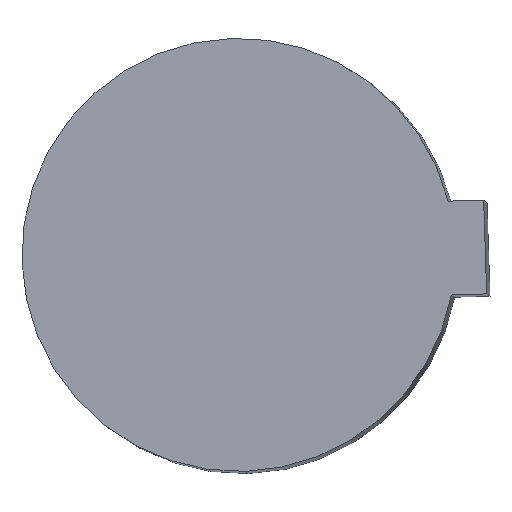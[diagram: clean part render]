
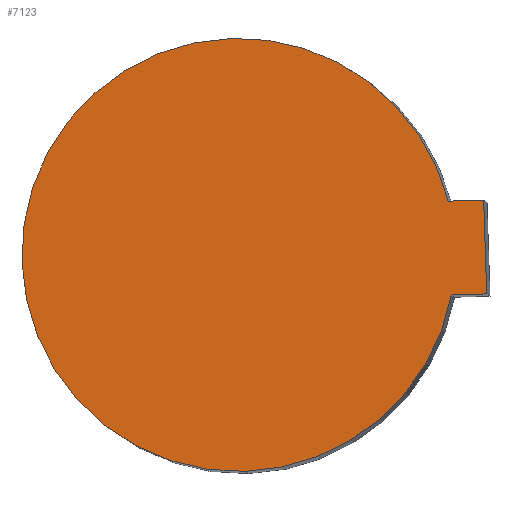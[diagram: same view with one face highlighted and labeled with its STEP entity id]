
A CAD part, front view. The second image highlights one B-rep face of the part: STEP entity #7123.
In plain terms, the highlighted face is planar.
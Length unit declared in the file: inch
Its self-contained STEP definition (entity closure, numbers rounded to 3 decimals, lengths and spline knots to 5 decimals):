
#134 = CIRCLE ( 'NONE', #1859, 2.16535 ) ;
#233 = DIRECTION ( 'NONE',  ( 0., 0., 1. ) ) ;
#844 = AXIS2_PLACEMENT_3D ( 'NONE', #6398, #1276, #19649 ) ;
#860 = ORIENTED_EDGE ( 'NONE', *, *, #15940, .F. ) ;
#1264 = VERTEX_POINT ( 'NONE', #2095 ) ;
#1276 = DIRECTION ( 'NONE',  ( 0., 1., 0. ) ) ;
#1859 = AXIS2_PLACEMENT_3D ( 'NONE', #2595, #5554, #17042 ) ;
#1864 = ORIENTED_EDGE ( 'NONE', *, *, #18329, .T. ) ;
#2095 = CARTESIAN_POINT ( 'NONE',  ( -0.28509, 0., 2.19421 ) ) ;
#2572 = CARTESIAN_POINT ( 'NONE',  ( 0., 0., -0.44066 ) ) ;
#2595 = CARTESIAN_POINT ( 'NONE',  ( -0.28509, 0., 0.02886 ) ) ;
#2846 = CARTESIAN_POINT ( 'NONE',  ( -0.28509, 0., 0.02886 ) ) ;
#2904 = EDGE_LOOP ( 'NONE', ( #1864, #11057, #860, #11125, #19057, #9114 ) ) ;
#4038 = VERTEX_POINT ( 'NONE', #8955 ) ;
#4417 = VECTOR ( 'NONE', #233, 39.37008 ) ;
#4586 = VERTEX_POINT ( 'NONE', #5998 ) ;
#5038 = VERTEX_POINT ( 'NONE', #7265 ) ;
#5554 = DIRECTION ( 'NONE',  ( 0., 1., 0. ) ) ;
#5998 = CARTESIAN_POINT ( 'NONE',  ( -0.28509, 0., -2.13649 ) ) ;
#6398 = CARTESIAN_POINT ( 'NONE',  ( 0., 0., 0. ) ) ;
#6884 = EDGE_CURVE ( 'NONE', #4586, #1264, #134, .T. ) ;
#7123 = ADVANCED_FACE ( 'NONE', ( #17583 ), #16153, .F. ) ;
#7265 = CARTESIAN_POINT ( 'NONE',  ( 2.18308, 0., -0.44066 ) ) ;
#7464 = LINE ( 'NONE', #2572, #20697 ) ;
#8274 = DIRECTION ( 'NONE',  ( 0., 1., 0. ) ) ;
#8841 = CIRCLE ( 'NONE', #19247, 2.16535 ) ;
#8941 = AXIS2_PLACEMENT_3D ( 'NONE', #2846, #8274, #19689 ) ;
#8955 = CARTESIAN_POINT ( 'NONE',  ( 1.82875, 0., 0.49838 ) ) ;
#9114 = ORIENTED_EDGE ( 'NONE', *, *, #20144, .F. ) ;
#9875 = LINE ( 'NONE', #14749, #12655 ) ;
#11057 = ORIENTED_EDGE ( 'NONE', *, *, #17627, .T. ) ;
#11125 = ORIENTED_EDGE ( 'NONE', *, *, #15792, .F. ) ;
#11763 = CARTESIAN_POINT ( 'NONE',  ( 1.82875, 0., -0.44066 ) ) ;
#12655 = VECTOR ( 'NONE', #13135, 39.37008 ) ;
#12689 = VERTEX_POINT ( 'NONE', #17626 ) ;
#12877 = VERTEX_POINT ( 'NONE', #11763 ) ;
#13135 = DIRECTION ( 'NONE',  ( 1., 0., 0. ) ) ;
#13823 = LINE ( 'NONE', #15112, #4417 ) ;
#14194 = DIRECTION ( 'NONE',  ( 1., 0., 0. ) ) ;
#14749 = CARTESIAN_POINT ( 'NONE',  ( 0., 0., 0.49838 ) ) ;
#15112 = CARTESIAN_POINT ( 'NONE',  ( 2.18308, 0., 0. ) ) ;
#15792 = EDGE_CURVE ( 'NONE', #1264, #4038, #8841, .T. ) ;
#15940 = EDGE_CURVE ( 'NONE', #4038, #12689, #9875, .T. ) ;
#16153 = PLANE ( 'NONE',  #844 ) ;
#16682 = DIRECTION ( 'NONE',  ( 0., 1., 0. ) ) ;
#17042 = DIRECTION ( 'NONE',  ( 0., 0., 1. ) ) ;
#17583 = FACE_OUTER_BOUND ( 'NONE', #2904, .T. ) ;
#17626 = CARTESIAN_POINT ( 'NONE',  ( 2.18308, 0., 0.49838 ) ) ;
#17627 = EDGE_CURVE ( 'NONE', #5038, #12689, #13823, .T. ) ;
#18118 = CARTESIAN_POINT ( 'NONE',  ( -0.28509, 0., 0.02886 ) ) ;
#18299 = CIRCLE ( 'NONE', #8941, 2.16535 ) ;
#18329 = EDGE_CURVE ( 'NONE', #12877, #5038, #7464, .T. ) ;
#18443 = DIRECTION ( 'NONE',  ( 0., 0., 1. ) ) ;
#19057 = ORIENTED_EDGE ( 'NONE', *, *, #6884, .F. ) ;
#19247 = AXIS2_PLACEMENT_3D ( 'NONE', #18118, #16682, #18443 ) ;
#19649 = DIRECTION ( 'NONE',  ( 0., 0., 1. ) ) ;
#19689 = DIRECTION ( 'NONE',  ( 0., 0., 1. ) ) ;
#20144 = EDGE_CURVE ( 'NONE', #12877, #4586, #18299, .T. ) ;
#20697 = VECTOR ( 'NONE', #14194, 39.37008 ) ;
